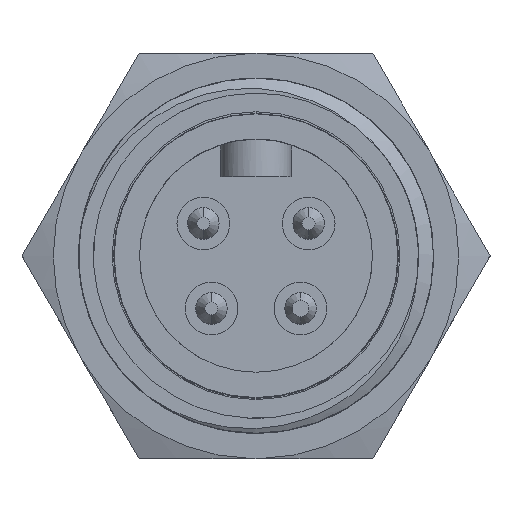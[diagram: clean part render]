
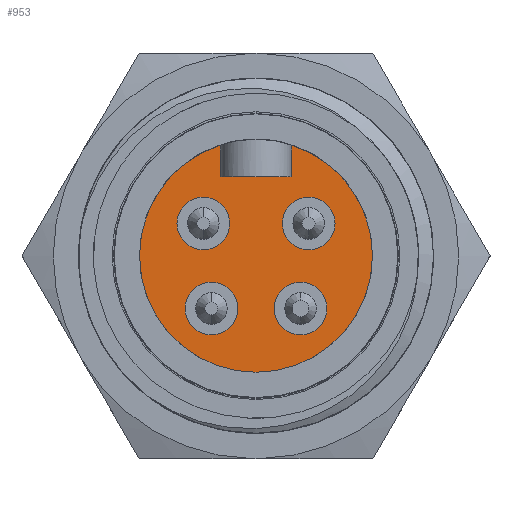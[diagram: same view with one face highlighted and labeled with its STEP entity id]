
A CAD part, top view. The second image highlights one B-rep face of the part: STEP entity #953.
In plain terms, the highlighted planar face has unit normal (0, 0, 1).
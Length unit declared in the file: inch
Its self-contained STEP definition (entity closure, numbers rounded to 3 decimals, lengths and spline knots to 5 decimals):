
#260=DIRECTION('',(-1.,0.,0.));
#261=VECTOR('',#260,0.176);
#262=CARTESIAN_POINT('',(0.088,0.195,-0.26));
#263=LINE('',#262,#261);
#264=DIRECTION('',(0.,-1.,0.));
#265=VECTOR('',#264,0.0787);
#266=CARTESIAN_POINT('',(0.088,0.2737,-0.26));
#267=LINE('',#266,#265);
#268=CARTESIAN_POINT('',(0.,0.,-0.26));
#269=DIRECTION('',(0.,0.,-1.));
#270=DIRECTION('',(0.306,0.952,0.));
#271=AXIS2_PLACEMENT_3D('',#268,#269,#270);
#273=CARTESIAN_POINT('',(0.,0.,-0.26));
#274=DIRECTION('',(0.,0.,1.));
#275=DIRECTION('',(-0.306,0.952,0.));
#276=AXIS2_PLACEMENT_3D('',#273,#274,#275);
#278=DIRECTION('',(0.,-1.,0.));
#279=VECTOR('',#278,0.0787);
#280=CARTESIAN_POINT('',(-0.088,0.2737,-0.26));
#281=LINE('',#280,#279);
#282=CARTESIAN_POINT('',(-0.13,0.08,-0.26));
#283=DIRECTION('',(0.,0.,1.));
#284=DIRECTION('',(1.,0.,0.));
#285=AXIS2_PLACEMENT_3D('',#282,#283,#284);
#287=CARTESIAN_POINT('',(-0.13,0.08,-0.26));
#288=DIRECTION('',(0.,0.,1.));
#289=DIRECTION('',(-1.,0.,0.));
#290=AXIS2_PLACEMENT_3D('',#287,#288,#289);
#292=CARTESIAN_POINT('',(-0.11,-0.13,-0.26));
#293=DIRECTION('',(0.,0.,1.));
#294=DIRECTION('',(1.,0.,0.));
#295=AXIS2_PLACEMENT_3D('',#292,#293,#294);
#297=CARTESIAN_POINT('',(-0.11,-0.13,-0.26));
#298=DIRECTION('',(0.,0.,1.));
#299=DIRECTION('',(-1.,0.,0.));
#300=AXIS2_PLACEMENT_3D('',#297,#298,#299);
#302=CARTESIAN_POINT('',(0.11,-0.13,-0.26));
#303=DIRECTION('',(0.,0.,1.));
#304=DIRECTION('',(1.,0.,0.));
#305=AXIS2_PLACEMENT_3D('',#302,#303,#304);
#307=CARTESIAN_POINT('',(0.11,-0.13,-0.26));
#308=DIRECTION('',(0.,0.,1.));
#309=DIRECTION('',(-1.,0.,0.));
#310=AXIS2_PLACEMENT_3D('',#307,#308,#309);
#312=CARTESIAN_POINT('',(0.13,0.08,-0.26));
#313=DIRECTION('',(0.,0.,1.));
#314=DIRECTION('',(1.,0.,0.));
#315=AXIS2_PLACEMENT_3D('',#312,#313,#314);
#317=CARTESIAN_POINT('',(0.13,0.08,-0.26));
#318=DIRECTION('',(0.,0.,1.));
#319=DIRECTION('',(-1.,0.,0.));
#320=AXIS2_PLACEMENT_3D('',#317,#318,#319);
#452=CARTESIAN_POINT('',(0.,-0.2875,-0.26));
#454=VERTEX_POINT('',#452);
#471=CARTESIAN_POINT('',(0.088,0.2737,-0.26));
#472=VERTEX_POINT('',#471);
#473=CARTESIAN_POINT('',(0.088,0.195,-0.26));
#474=CARTESIAN_POINT('',(-0.088,0.195,-0.26));
#475=VERTEX_POINT('',#473);
#476=VERTEX_POINT('',#474);
#477=CARTESIAN_POINT('',(-0.088,0.2737,-0.26));
#478=VERTEX_POINT('',#477);
#512=CARTESIAN_POINT('',(-0.065,0.08,-0.26));
#513=CARTESIAN_POINT('',(-0.195,0.08,-0.26));
#514=VERTEX_POINT('',#512);
#515=VERTEX_POINT('',#513);
#516=CARTESIAN_POINT('',(-0.045,-0.13,-0.26));
#517=CARTESIAN_POINT('',(-0.175,-0.13,-0.26));
#518=VERTEX_POINT('',#516);
#519=VERTEX_POINT('',#517);
#520=CARTESIAN_POINT('',(0.175,-0.13,-0.26));
#521=CARTESIAN_POINT('',(0.045,-0.13,-0.26));
#522=VERTEX_POINT('',#520);
#523=VERTEX_POINT('',#521);
#524=CARTESIAN_POINT('',(0.195,0.08,-0.26));
#525=CARTESIAN_POINT('',(0.065,0.08,-0.26));
#526=VERTEX_POINT('',#524);
#527=VERTEX_POINT('',#525);
#913=CARTESIAN_POINT('',(0.,0.,-0.26));
#914=DIRECTION('',(0.,0.,-1.));
#915=DIRECTION('',(0.,-1.,0.));
#916=AXIS2_PLACEMENT_3D('',#913,#914,#915);
#917=PLANE('',#916);
#919=ORIENTED_EDGE('',*,*,#918,.F.);
#921=ORIENTED_EDGE('',*,*,#920,.F.);
#923=ORIENTED_EDGE('',*,*,#922,.T.);
#925=ORIENTED_EDGE('',*,*,#924,.F.);
#927=ORIENTED_EDGE('',*,*,#926,.T.);
#928=EDGE_LOOP('',(#919,#921,#923,#925,#927));
#929=FACE_OUTER_BOUND('',#928,.F.);
#930=ORIENTED_EDGE('',*,*,#903,.T.);
#932=ORIENTED_EDGE('',*,*,#931,.T.);
#933=EDGE_LOOP('',(#930,#932));
#934=FACE_BOUND('',#933,.F.);
#936=ORIENTED_EDGE('',*,*,#935,.T.);
#938=ORIENTED_EDGE('',*,*,#937,.T.);
#939=EDGE_LOOP('',(#936,#938));
#940=FACE_BOUND('',#939,.F.);
#942=ORIENTED_EDGE('',*,*,#941,.T.);
#944=ORIENTED_EDGE('',*,*,#943,.T.);
#945=EDGE_LOOP('',(#942,#944));
#946=FACE_BOUND('',#945,.F.);
#948=ORIENTED_EDGE('',*,*,#947,.T.);
#950=ORIENTED_EDGE('',*,*,#949,.T.);
#951=EDGE_LOOP('',(#948,#950));
#952=FACE_BOUND('',#951,.F.);
#953=ADVANCED_FACE('',(#929,#934,#940,#946,#952),#917,.F.);
#272=CIRCLE('',#271,0.2875);
#277=CIRCLE('',#276,0.2875);
#286=CIRCLE('',#285,0.065);
#291=CIRCLE('',#290,0.065);
#296=CIRCLE('',#295,0.065);
#301=CIRCLE('',#300,0.065);
#306=CIRCLE('',#305,0.065);
#311=CIRCLE('',#310,0.065);
#316=CIRCLE('',#315,0.065);
#321=CIRCLE('',#320,0.065);
#903=EDGE_CURVE('',#514,#515,#286,.T.);
#918=EDGE_CURVE('',#475,#476,#263,.T.);
#920=EDGE_CURVE('',#472,#475,#267,.T.);
#922=EDGE_CURVE('',#472,#454,#272,.T.);
#924=EDGE_CURVE('',#478,#454,#277,.T.);
#926=EDGE_CURVE('',#478,#476,#281,.T.);
#931=EDGE_CURVE('',#515,#514,#291,.T.);
#935=EDGE_CURVE('',#518,#519,#296,.T.);
#937=EDGE_CURVE('',#519,#518,#301,.T.);
#941=EDGE_CURVE('',#522,#523,#306,.T.);
#943=EDGE_CURVE('',#523,#522,#311,.T.);
#947=EDGE_CURVE('',#526,#527,#316,.T.);
#949=EDGE_CURVE('',#527,#526,#321,.T.);
